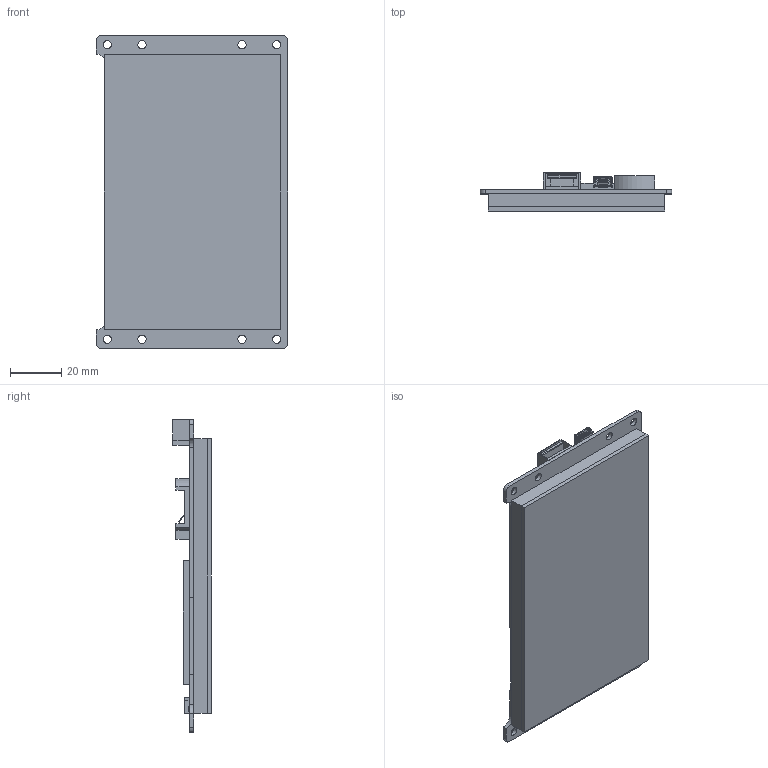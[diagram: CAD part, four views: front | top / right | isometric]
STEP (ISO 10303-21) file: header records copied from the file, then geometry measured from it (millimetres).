
FILE_DESCRIPTION(/* description */ (''),/* implementation_level */ '2;1');
FILE_NAME(/* name */ 'Display P48272V43C_T07_Rev1.stp',/* time_stamp */ '2019-02-06T09:53:38-02:00',/* author */ ('Reservaa'),/* organization */ (''),/* preprocessor_version */ 'ST-DEVELOPER v17',/* originating_system */ 'Autodesk Inventor 2019',/* authorisation */ '');
FILE_SCHEMA (('AUTOMOTIVE_DESIGN { 1 0 10303 214 3 1 1 }'));
Length unit declared in the file: millimetre
Products named in the file (12): P48272V43C_T07; Placa; Tela; Vidro da tela; Processador; 60488; 60488_01; 60488_02; 60488_03; User Library-USB-Mini-B; xf3m_1_-1015-1b-r100; USB connector menor
Assembly tree (11 placements, depth 3):
  P48272V43C_T07
    Placa
    Tela
    Vidro da tela
    Processador
    60488
      60488_01
      60488_02
      60488_03
    User Library-USB-Mini-B
    xf3m_1_-1015-1b-r100
    USB connector menor
Bounding box: 74.7 x 15 x 121.9 mm (x, y, z)
Volume: 67676.3 mm3; surface area: 58170.1 mm2
Topology: 10 solids, 10 shells, 1801 faces, 4970 edges, 3198 vertices
Faces by surface type: plane 1603, cylinder 168, bspline 22, cone 8
Full cylindrical faces by diameter (mm): 3.2 x8
Entity records: 57497 total; most frequent: CARTESIAN_POINT 10844, ORIENTED_EDGE 9940, DIRECTION 8892, EDGE_CURVE 4970, LINE 4560, VECTOR 4560, VERTEX_POINT 3198, AXIS2_PLACEMENT_3D 2166
